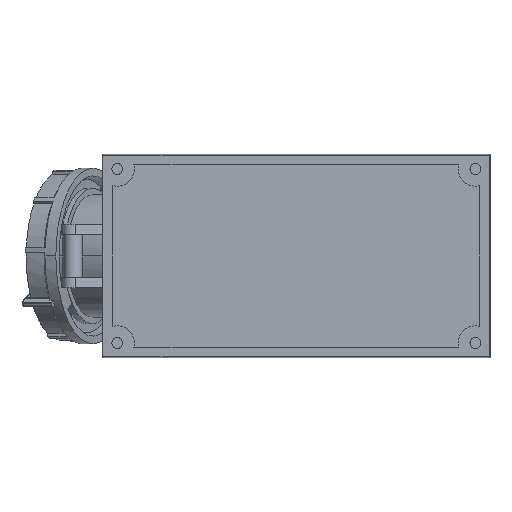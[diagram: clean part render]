
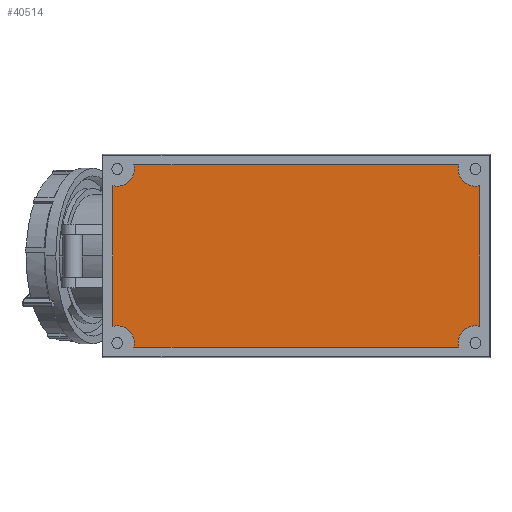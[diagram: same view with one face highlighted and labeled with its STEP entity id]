
A CAD part, front view. The second image highlights one B-rep face of the part: STEP entity #40514.
In plain terms, the highlighted planar face has unit normal (0, -1, 0).
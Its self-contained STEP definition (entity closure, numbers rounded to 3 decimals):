
#711 = ORIENTED_EDGE ( 'NONE', *, *, #5661, .T. ) ;
#796 = VERTEX_POINT ( 'NONE', #20420 ) ;
#1599 = VECTOR ( 'NONE', #12878, 1000. ) ;
#1660 = DIRECTION ( 'NONE',  ( -1., 0., 0. ) ) ;
#2612 = CARTESIAN_POINT ( 'NONE',  ( -104., 1., -50.5 ) ) ;
#2907 = VERTEX_POINT ( 'NONE', #21993 ) ;
#3561 = CARTESIAN_POINT ( 'NONE',  ( 94.318, 1., 53. ) ) ;
#3652 = CARTESIAN_POINT ( 'NONE',  ( -104., 1., 50.5 ) ) ;
#3815 = CARTESIAN_POINT ( 'NONE',  ( -106.5, 1., -40.818 ) ) ;
#3989 = AXIS2_PLACEMENT_3D ( 'NONE', #31604, #9472, #12420 ) ;
#4587 = EDGE_CURVE ( 'NONE', #13576, #15408, #30550, .T. ) ;
#5661 = EDGE_CURVE ( 'NONE', #796, #12170, #25162, .T. ) ;
#5914 = ORIENTED_EDGE ( 'NONE', *, *, #22974, .T. ) ;
#6101 = EDGE_CURVE ( 'NONE', #6127, #796, #25730, .T. ) ;
#6127 = VERTEX_POINT ( 'NONE', #29113 ) ;
#6846 = CARTESIAN_POINT ( 'NONE',  ( -94.318, 1., 53. ) ) ;
#7315 = VECTOR ( 'NONE', #17862, 1000. ) ;
#7649 = CARTESIAN_POINT ( 'NONE',  ( 106.5, 1., -40.818 ) ) ;
#8355 = CARTESIAN_POINT ( 'NONE',  ( -106.5, 1., -40.818 ) ) ;
#9170 = CIRCLE ( 'NONE', #28711, 10. ) ;
#9334 = CIRCLE ( 'NONE', #32240, 10. ) ;
#9472 = DIRECTION ( 'NONE',  ( 0., 1., 0. ) ) ;
#9594 = VERTEX_POINT ( 'NONE', #18259 ) ;
#9733 = DIRECTION ( 'NONE',  ( 0., 0., -1. ) ) ;
#10057 = EDGE_CURVE ( 'NONE', #39413, #9594, #40071, .T. ) ;
#10099 = VECTOR ( 'NONE', #1660, 1000. ) ;
#11091 = DIRECTION ( 'NONE',  ( 0., 1., 0. ) ) ;
#11210 = DIRECTION ( 'NONE',  ( 0., 1., 0. ) ) ;
#11627 = CARTESIAN_POINT ( 'NONE',  ( -94., 1., 50.5 ) ) ;
#12170 = VERTEX_POINT ( 'NONE', #7649 ) ;
#12420 = DIRECTION ( 'NONE',  ( 0., 0., -1. ) ) ;
#12431 = EDGE_CURVE ( 'NONE', #26131, #39413, #29542, .T. ) ;
#12878 = DIRECTION ( 'NONE',  ( 1., 0., 0. ) ) ;
#13576 = VERTEX_POINT ( 'NONE', #3561 ) ;
#14606 = AXIS2_PLACEMENT_3D ( 'NONE', #30494, #11091, #21412 ) ;
#14637 = ORIENTED_EDGE ( 'NONE', *, *, #12431, .T. ) ;
#14911 = LINE ( 'NONE', #26942, #7315 ) ;
#15367 = PLANE ( 'NONE',  #3989 ) ;
#15408 = VERTEX_POINT ( 'NONE', #6846 ) ;
#15660 = DIRECTION ( 'NONE',  ( 0., 1., 0. ) ) ;
#15833 = ORIENTED_EDGE ( 'NONE', *, *, #24228, .T. ) ;
#15968 = CIRCLE ( 'NONE', #14606, 10. ) ;
#17086 = AXIS2_PLACEMENT_3D ( 'NONE', #37805, #31280, #31079 ) ;
#17862 = DIRECTION ( 'NONE',  ( 0., 0., 1. ) ) ;
#18259 = CARTESIAN_POINT ( 'NONE',  ( -94., 1., -50.5 ) ) ;
#18346 = ORIENTED_EDGE ( 'NONE', *, *, #10057, .T. ) ;
#18384 = VERTEX_POINT ( 'NONE', #11627 ) ;
#19220 = VECTOR ( 'NONE', #9733, 1000. ) ;
#19637 = ORIENTED_EDGE ( 'NONE', *, *, #4587, .T. ) ;
#19801 = CARTESIAN_POINT ( 'NONE',  ( -94.318, 1., -53. ) ) ;
#20420 = CARTESIAN_POINT ( 'NONE',  ( 94.318, 1., -53. ) ) ;
#20854 = ORIENTED_EDGE ( 'NONE', *, *, #6101, .T. ) ;
#21412 = DIRECTION ( 'NONE',  ( 1., 0., 0. ) ) ;
#21868 = AXIS2_PLACEMENT_3D ( 'NONE', #2612, #15660, #35075 ) ;
#21993 = CARTESIAN_POINT ( 'NONE',  ( 106.5, 1., 40.818 ) ) ;
#22766 = CIRCLE ( 'NONE', #32842, 10. ) ;
#22974 = EDGE_CURVE ( 'NONE', #2907, #13576, #9170, .T. ) ;
#24212 = CARTESIAN_POINT ( 'NONE',  ( -94.318, 1., 53. ) ) ;
#24228 = EDGE_CURVE ( 'NONE', #18384, #26131, #15968, .T. ) ;
#25162 = CIRCLE ( 'NONE', #17086, 10. ) ;
#25730 = LINE ( 'NONE', #19801, #1599 ) ;
#25937 = EDGE_CURVE ( 'NONE', #9594, #6127, #22766, .T. ) ;
#26131 = VERTEX_POINT ( 'NONE', #29108 ) ;
#26942 = CARTESIAN_POINT ( 'NONE',  ( 106.5, 1., -40.818 ) ) ;
#27321 = EDGE_CURVE ( 'NONE', #12170, #2907, #14911, .T. ) ;
#27861 = ORIENTED_EDGE ( 'NONE', *, *, #25937, .T. ) ;
#28656 = FACE_OUTER_BOUND ( 'NONE', #30558, .T. ) ;
#28711 = AXIS2_PLACEMENT_3D ( 'NONE', #36958, #31060, #37783 ) ;
#29108 = CARTESIAN_POINT ( 'NONE',  ( -106.5, 1., 40.818 ) ) ;
#29113 = CARTESIAN_POINT ( 'NONE',  ( -94.318, 1., -53. ) ) ;
#29542 = LINE ( 'NONE', #3815, #19220 ) ;
#30494 = CARTESIAN_POINT ( 'NONE',  ( -104., 1., 50.5 ) ) ;
#30550 = LINE ( 'NONE', #24212, #10099 ) ;
#30558 = EDGE_LOOP ( 'NONE', ( #19637, #34405, #15833, #14637, #18346, #27861, #20854, #711, #38386, #5914 ) ) ;
#31060 = DIRECTION ( 'NONE',  ( 0., 1., 0. ) ) ;
#31079 = DIRECTION ( 'NONE',  ( 1., 0., 0. ) ) ;
#31280 = DIRECTION ( 'NONE',  ( 0., 1., 0. ) ) ;
#31604 = CARTESIAN_POINT ( 'NONE',  ( -104., 1., -50.5 ) ) ;
#32240 = AXIS2_PLACEMENT_3D ( 'NONE', #3652, #36125, #39273 ) ;
#32842 = AXIS2_PLACEMENT_3D ( 'NONE', #40068, #11210, #33560 ) ;
#33560 = DIRECTION ( 'NONE',  ( -1., 0., 0. ) ) ;
#34405 = ORIENTED_EDGE ( 'NONE', *, *, #36896, .T. ) ;
#35075 = DIRECTION ( 'NONE',  ( -1., 0., 0. ) ) ;
#36125 = DIRECTION ( 'NONE',  ( 0., 1., 0. ) ) ;
#36896 = EDGE_CURVE ( 'NONE', #15408, #18384, #9334, .T. ) ;
#36958 = CARTESIAN_POINT ( 'NONE',  ( 104., 1., 50.5 ) ) ;
#37783 = DIRECTION ( 'NONE',  ( -1., 0., 0. ) ) ;
#37805 = CARTESIAN_POINT ( 'NONE',  ( 104., 1., -50.5 ) ) ;
#38386 = ORIENTED_EDGE ( 'NONE', *, *, #27321, .T. ) ;
#39273 = DIRECTION ( 'NONE',  ( 1., 0., 0. ) ) ;
#39413 = VERTEX_POINT ( 'NONE', #8355 ) ;
#40068 = CARTESIAN_POINT ( 'NONE',  ( -104., 1., -50.5 ) ) ;
#40071 = CIRCLE ( 'NONE', #21868, 10. ) ;
#40514 = ADVANCED_FACE ( 'NONE', ( #28656 ), #15367, .F. ) ;
